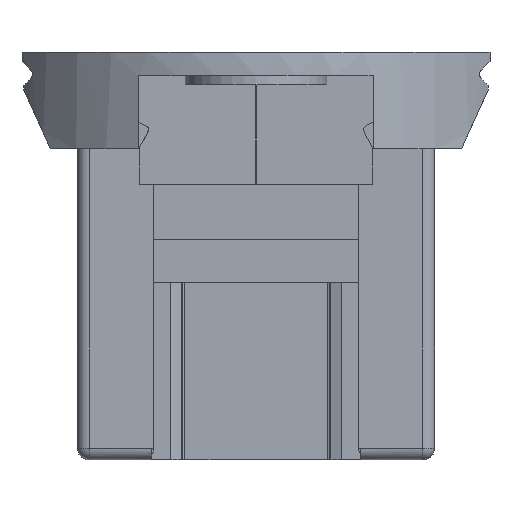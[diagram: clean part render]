
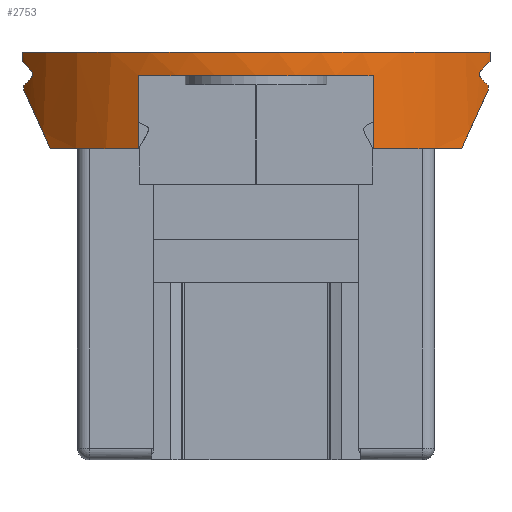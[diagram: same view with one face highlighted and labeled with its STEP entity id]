
A CAD part, left-side view. The second image highlights one B-rep face of the part: STEP entity #2753.
In plain terms, the highlighted cylindrical face has radius 23 mm (diameter 46 mm), a partial arc.
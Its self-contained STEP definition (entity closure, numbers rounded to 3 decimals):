
#29=CYLINDRICAL_SURFACE('',#2933,23.);
#82=B_SPLINE_CURVE_WITH_KNOTS('',3,(#4107,#4108,#4109,#4110,#4111,#4112,
#4113,#4114,#4115,#4116,#4117,#4118,#4119,#4120,#4121,#4122),
 .UNSPECIFIED.,.F.,.F.,(4,2,2,2,2,2,2,4),(0.18,0.188,
0.207,0.216,0.226,0.234,
0.243,0.269),.UNSPECIFIED.);
#83=B_SPLINE_CURVE_WITH_KNOTS('',3,(#4134,#4135,#4136,#4137,#4138,#4139,
#4140,#4141,#4142,#4143,#4144,#4145,#4146,#4147,#4148,#4149),
 .UNSPECIFIED.,.F.,.F.,(4,2,2,2,2,2,2,4),(0.18,0.188,
0.207,0.216,0.226,0.234,
0.243,0.269),.UNSPECIFIED.);
#101=CIRCLE('',#2918,23.);
#104=CIRCLE('',#2927,23.);
#110=CIRCLE('',#2934,23.);
#111=CIRCLE('',#2938,23.);
#181=FACE_OUTER_BOUND('',#330,.T.);
#330=EDGE_LOOP('',(#1892,#1893,#1894,#1895,#1896,#1897,#1898,#1899,#1900,
#1901,#1902,#1903,#1904,#1905,#1906,#1907,#1908,#1909));
#482=ELLIPSE('',#2908,55.72,23.);
#485=ELLIPSE('',#2924,55.682,23.);
#486=ELLIPSE('',#2935,434.578,23.);
#487=ELLIPSE('',#2936,32.527,23.);
#488=ELLIPSE('',#2937,32.527,23.);
#489=ELLIPSE('',#2939,32.527,23.);
#490=ELLIPSE('',#2940,32.527,23.);
#491=ELLIPSE('',#2941,437.605,23.);
#560=LINE('',#4098,#862);
#561=LINE('',#4101,#863);
#562=LINE('',#4126,#864);
#563=LINE('',#4130,#865);
#862=VECTOR('',#3261,10.);
#863=VECTOR('',#3264,10.);
#864=VECTOR('',#3271,10.);
#865=VECTOR('',#3274,10.);
#1110=VERTEX_POINT('',#3942);
#1111=VERTEX_POINT('',#3944);
#1138=VERTEX_POINT('',#4008);
#1150=VERTEX_POINT('',#4035);
#1151=VERTEX_POINT('',#4037);
#1157=VERTEX_POINT('',#4053);
#1176=VERTEX_POINT('',#4097);
#1177=VERTEX_POINT('',#4099);
#1178=VERTEX_POINT('',#4102);
#1179=VERTEX_POINT('',#4104);
#1180=VERTEX_POINT('',#4106);
#1181=VERTEX_POINT('',#4123);
#1182=VERTEX_POINT('',#4125);
#1183=VERTEX_POINT('',#4127);
#1184=VERTEX_POINT('',#4129);
#1185=VERTEX_POINT('',#4131);
#1186=VERTEX_POINT('',#4133);
#1187=VERTEX_POINT('',#4150);
#1384=EDGE_CURVE('',#1110,#1111,#482,.T.);
#1416=EDGE_CURVE('',#1138,#1110,#101,.T.);
#1429=EDGE_CURVE('',#1150,#1151,#485,.T.);
#1437=EDGE_CURVE('',#1151,#1157,#104,.T.);
#1458=EDGE_CURVE('',#1176,#1138,#560,.T.);
#1459=EDGE_CURVE('',#1177,#1176,#110,.T.);
#1460=EDGE_CURVE('',#1177,#1157,#561,.T.);
#1461=EDGE_CURVE('',#1150,#1178,#486,.T.);
#1462=EDGE_CURVE('',#1178,#1179,#487,.T.);
#1463=EDGE_CURVE('',#1180,#1179,#82,.T.);
#1464=EDGE_CURVE('',#1180,#1181,#488,.T.);
#1465=EDGE_CURVE('',#1181,#1182,#562,.T.);
#1466=EDGE_CURVE('',#1183,#1182,#111,.T.);
#1467=EDGE_CURVE('',#1183,#1184,#563,.T.);
#1468=EDGE_CURVE('',#1184,#1185,#489,.T.);
#1469=EDGE_CURVE('',#1186,#1185,#83,.T.);
#1470=EDGE_CURVE('',#1186,#1187,#490,.T.);
#1471=EDGE_CURVE('',#1187,#1111,#491,.T.);
#1892=ORIENTED_EDGE('',*,*,#1384,.F.);
#1893=ORIENTED_EDGE('',*,*,#1416,.F.);
#1894=ORIENTED_EDGE('',*,*,#1458,.F.);
#1895=ORIENTED_EDGE('',*,*,#1459,.F.);
#1896=ORIENTED_EDGE('',*,*,#1460,.T.);
#1897=ORIENTED_EDGE('',*,*,#1437,.F.);
#1898=ORIENTED_EDGE('',*,*,#1429,.F.);
#1899=ORIENTED_EDGE('',*,*,#1461,.T.);
#1900=ORIENTED_EDGE('',*,*,#1462,.T.);
#1901=ORIENTED_EDGE('',*,*,#1463,.F.);
#1902=ORIENTED_EDGE('',*,*,#1464,.T.);
#1903=ORIENTED_EDGE('',*,*,#1465,.T.);
#1904=ORIENTED_EDGE('',*,*,#1466,.F.);
#1905=ORIENTED_EDGE('',*,*,#1467,.T.);
#1906=ORIENTED_EDGE('',*,*,#1468,.T.);
#1907=ORIENTED_EDGE('',*,*,#1469,.F.);
#1908=ORIENTED_EDGE('',*,*,#1470,.T.);
#1909=ORIENTED_EDGE('',*,*,#1471,.T.);
#2753=ADVANCED_FACE('',(#181),#29,.T.);
#2908=AXIS2_PLACEMENT_3D('',#3945,#3155,#3156);
#2918=AXIS2_PLACEMENT_3D('',#4010,#3199,#3200);
#2924=AXIS2_PLACEMENT_3D('',#4038,#3220,#3221);
#2927=AXIS2_PLACEMENT_3D('',#4054,#3233,#3234);
#2933=AXIS2_PLACEMENT_3D('',#4096,#3259,#3260);
#2934=AXIS2_PLACEMENT_3D('',#4100,#3262,#3263);
#2935=AXIS2_PLACEMENT_3D('',#4103,#3265,#3266);
#2936=AXIS2_PLACEMENT_3D('',#4105,#3267,#3268);
#2937=AXIS2_PLACEMENT_3D('',#4124,#3269,#3270);
#2938=AXIS2_PLACEMENT_3D('',#4128,#3272,#3273);
#2939=AXIS2_PLACEMENT_3D('',#4132,#3275,#3276);
#2940=AXIS2_PLACEMENT_3D('',#4151,#3277,#3278);
#2941=AXIS2_PLACEMENT_3D('',#4152,#3279,#3280);
#3155=DIRECTION('center_axis',(0.,0.911,-0.413));
#3156=DIRECTION('ref_axis',(0.,-0.413,-0.911));
#3199=DIRECTION('center_axis',(0.,0.,-1.));
#3200=DIRECTION('ref_axis',(1.,0.,0.));
#3220=DIRECTION('center_axis',(0.,-0.911,-0.413));
#3221=DIRECTION('ref_axis',(0.,-0.413,0.911));
#3233=DIRECTION('center_axis',(0.,0.,-1.));
#3234=DIRECTION('ref_axis',(1.,0.,0.));
#3259=DIRECTION('center_axis',(0.,0.,-1.));
#3260=DIRECTION('ref_axis',(-1.,0.,0.));
#3261=DIRECTION('',(0.,0.,-1.));
#3262=DIRECTION('center_axis',(0.,0.,-1.));
#3263=DIRECTION('ref_axis',(1.,0.,0.));
#3264=DIRECTION('',(0.,0.,-1.));
#3265=DIRECTION('center_axis',(0.,0.999,0.053));
#3266=DIRECTION('ref_axis',(0.,-0.053,0.999));
#3267=DIRECTION('center_axis',(0.,0.707,-0.707));
#3268=DIRECTION('ref_axis',(0.,-0.707,-0.707));
#3269=DIRECTION('center_axis',(0.,0.707,0.707));
#3270=DIRECTION('ref_axis',(0.,-0.707,0.707));
#3271=DIRECTION('',(0.,0.,1.));
#3272=DIRECTION('center_axis',(0.,0.,1.));
#3273=DIRECTION('ref_axis',(1.,0.,0.));
#3274=DIRECTION('',(0.,0.,-1.));
#3275=DIRECTION('center_axis',(0.,-0.707,0.707));
#3276=DIRECTION('ref_axis',(0.,-0.707,-0.707));
#3277=DIRECTION('center_axis',(0.,-0.707,-0.707));
#3278=DIRECTION('ref_axis',(0.,-0.707,0.707));
#3279=DIRECTION('center_axis',(0.,-0.999,0.053));
#3280=DIRECTION('ref_axis',(0.,-0.053,-0.999));
#3942=CARTESIAN_POINT('',(-14.838,17.573,-8.25));
#3944=CARTESIAN_POINT('',(-11.641,19.836,-3.257));
#3945=CARTESIAN_POINT('Origin',(0.,0.,-47.028));
#4008=CARTESIAN_POINT('',(-20.692,10.043,-8.25));
#4010=CARTESIAN_POINT('Origin',(0.,0.,-8.25));
#4035=CARTESIAN_POINT('',(-11.642,-19.836,-3.257));
#4037=CARTESIAN_POINT('',(-14.841,-17.572,-8.25));
#4038=CARTESIAN_POINT('Origin',(0.,0.,-46.991));
#4053=CARTESIAN_POINT('',(-20.71,-10.006,-8.25));
#4054=CARTESIAN_POINT('Origin',(0.,0.,-8.25));
#4096=CARTESIAN_POINT('Origin',(0.,0.,0.));
#4097=CARTESIAN_POINT('',(-20.692,10.043,-2.));
#4098=CARTESIAN_POINT('',(-20.692,10.043,0.));
#4099=CARTESIAN_POINT('',(-20.71,-10.006,-2.));
#4100=CARTESIAN_POINT('Origin',(0.,0.,-2.));
#4101=CARTESIAN_POINT('',(-20.71,-10.006,0.));
#4102=CARTESIAN_POINT('',(-11.605,-19.857,-2.857));
#4103=CARTESIAN_POINT('Origin',(0.,0.,-377.53));
#4104=CARTESIAN_POINT('',(-12.591,-19.247,-2.247));
#4105=CARTESIAN_POINT('Origin',(0.,0.,17.));
#4106=CARTESIAN_POINT('',(-12.591,-19.247,-1.54));
#4107=CARTESIAN_POINT('Ctrl Pts',(-12.591,-19.247,-1.54));
#4108=CARTESIAN_POINT('Ctrl Pts',(-12.612,-19.234,-1.554));
#4109=CARTESIAN_POINT('Ctrl Pts',(-12.631,-19.221,-1.568));
#4110=CARTESIAN_POINT('Ctrl Pts',(-12.693,-19.181,-1.619));
#4111=CARTESIAN_POINT('Ctrl Pts',(-12.734,-19.153,-1.665));
#4112=CARTESIAN_POINT('Ctrl Pts',(-12.779,-19.123,-1.745));
#4113=CARTESIAN_POINT('Ctrl Pts',(-12.791,-19.115,-1.773));
#4114=CARTESIAN_POINT('Ctrl Pts',(-12.808,-19.104,-1.832));
#4115=CARTESIAN_POINT('Ctrl Pts',(-12.812,-19.101,-1.863));
#4116=CARTESIAN_POINT('Ctrl Pts',(-12.812,-19.101,-1.923));
#4117=CARTESIAN_POINT('Ctrl Pts',(-12.808,-19.104,-1.955));
#4118=CARTESIAN_POINT('Ctrl Pts',(-12.791,-19.115,-2.015));
#4119=CARTESIAN_POINT('Ctrl Pts',(-12.779,-19.123,-2.044));
#4120=CARTESIAN_POINT('Ctrl Pts',(-12.725,-19.16,-2.141));
#4121=CARTESIAN_POINT('Ctrl Pts',(-12.655,-19.205,-2.205));
#4122=CARTESIAN_POINT('Ctrl Pts',(-12.591,-19.247,-2.247));
#4123=CARTESIAN_POINT('',(-11.358,-20.,-0.788));
#4124=CARTESIAN_POINT('Origin',(0.,0.,-20.788));
#4125=CARTESIAN_POINT('',(-11.358,-20.,0.));
#4126=CARTESIAN_POINT('',(-11.358,-20.,0.));
#4127=CARTESIAN_POINT('',(-11.358,20.,0.));
#4128=CARTESIAN_POINT('Origin',(0.,0.,0.));
#4129=CARTESIAN_POINT('',(-11.358,20.,-0.788));
#4130=CARTESIAN_POINT('',(-11.358,20.,0.));
#4131=CARTESIAN_POINT('',(-12.591,19.247,-1.54));
#4132=CARTESIAN_POINT('Origin',(0.,0.,-20.788));
#4133=CARTESIAN_POINT('',(-12.591,19.247,-2.247));
#4134=CARTESIAN_POINT('Ctrl Pts',(-12.591,19.247,-2.247));
#4135=CARTESIAN_POINT('Ctrl Pts',(-12.612,19.234,-2.234));
#4136=CARTESIAN_POINT('Ctrl Pts',(-12.631,19.221,-2.219));
#4137=CARTESIAN_POINT('Ctrl Pts',(-12.693,19.181,-2.168));
#4138=CARTESIAN_POINT('Ctrl Pts',(-12.734,19.153,-2.123));
#4139=CARTESIAN_POINT('Ctrl Pts',(-12.779,19.123,-2.043));
#4140=CARTESIAN_POINT('Ctrl Pts',(-12.791,19.115,-2.015));
#4141=CARTESIAN_POINT('Ctrl Pts',(-12.808,19.104,-1.956));
#4142=CARTESIAN_POINT('Ctrl Pts',(-12.812,19.101,-1.925));
#4143=CARTESIAN_POINT('Ctrl Pts',(-12.812,19.101,-1.864));
#4144=CARTESIAN_POINT('Ctrl Pts',(-12.808,19.104,-1.833));
#4145=CARTESIAN_POINT('Ctrl Pts',(-12.791,19.115,-1.772));
#4146=CARTESIAN_POINT('Ctrl Pts',(-12.779,19.123,-1.744));
#4147=CARTESIAN_POINT('Ctrl Pts',(-12.725,19.16,-1.647));
#4148=CARTESIAN_POINT('Ctrl Pts',(-12.655,19.205,-1.582));
#4149=CARTESIAN_POINT('Ctrl Pts',(-12.591,19.247,-1.54));
#4150=CARTESIAN_POINT('',(-11.605,19.857,-2.857));
#4151=CARTESIAN_POINT('Origin',(0.,0.,17.));
#4152=CARTESIAN_POINT('Origin',(0.,0.,-380.146));
